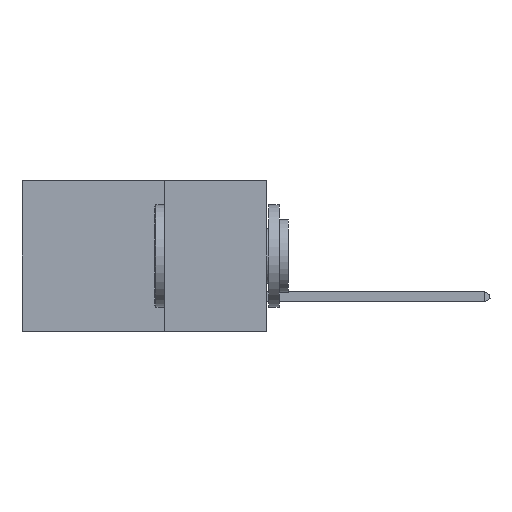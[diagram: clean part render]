
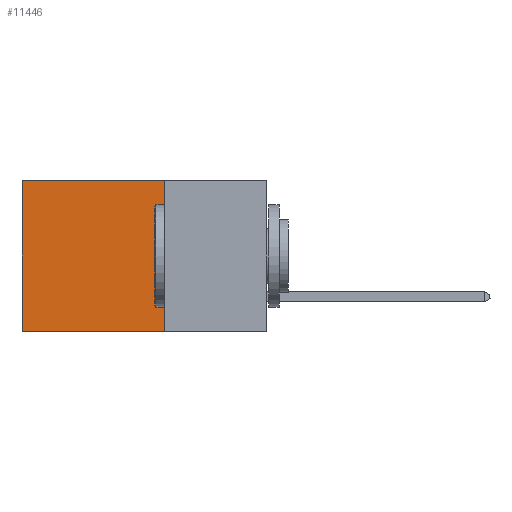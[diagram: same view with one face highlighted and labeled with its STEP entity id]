
A CAD part, left-side view. The second image highlights one B-rep face of the part: STEP entity #11446.
In plain terms, the highlighted planar face has unit normal (-1, 0, 0).
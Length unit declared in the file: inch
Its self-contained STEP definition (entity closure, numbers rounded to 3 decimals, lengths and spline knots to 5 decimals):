
#363 = CARTESIAN_POINT ( 'NONE',  ( 0.2875, 0.6, 0. ) ) ;
#2108 = VERTEX_POINT ( 'NONE', #3671 ) ;
#2991 = DIRECTION ( 'NONE',  ( 1., 0., 0. ) ) ;
#3671 = CARTESIAN_POINT ( 'NONE',  ( 0.2875, 0.6, -0.37 ) ) ;
#3727 = EDGE_CURVE ( 'NONE', #22245, #2108, #16230, .T. ) ;
#4318 = EDGE_LOOP ( 'NONE', ( #11351, #13151, #20901, #21299 ) ) ;
#5103 = CARTESIAN_POINT ( 'NONE',  ( 0.2875, 0.25, 0. ) ) ;
#5140 = CARTESIAN_POINT ( 'NONE',  ( 0.2875, 0.25, -0.37 ) ) ;
#6427 = VERTEX_POINT ( 'NONE', #15271 ) ;
#7240 = VECTOR ( 'NONE', #7363, 39.37008 ) ;
#7284 = AXIS2_PLACEMENT_3D ( 'NONE', #18285, #2991, #20681 ) ;
#7289 = DIRECTION ( 'NONE',  ( 0., 0., -1. ) ) ;
#7363 = DIRECTION ( 'NONE',  ( 0., 0., -1. ) ) ;
#7665 = DIRECTION ( 'NONE',  ( 0., 1., 0. ) ) ;
#8999 = EDGE_CURVE ( 'NONE', #16266, #2108, #28094, .T. ) ;
#11184 = EDGE_CURVE ( 'NONE', #6427, #22245, #16256, .T. ) ;
#11351 = ORIENTED_EDGE ( 'NONE', *, *, #3727, .T. ) ;
#11446 = ADVANCED_FACE ( 'NONE', ( #23114 ), #24135, .F. ) ;
#13151 = ORIENTED_EDGE ( 'NONE', *, *, #8999, .F. ) ;
#14274 = DIRECTION ( 'NONE',  ( 0., 1., 0. ) ) ;
#15271 = CARTESIAN_POINT ( 'NONE',  ( 0.2875, 0.25, 0. ) ) ;
#16230 = LINE ( 'NONE', #18317, #7240 ) ;
#16256 = LINE ( 'NONE', #23705, #23487 ) ;
#16266 = VERTEX_POINT ( 'NONE', #22588 ) ;
#18285 = CARTESIAN_POINT ( 'NONE',  ( 0.2875, 0.25, 0. ) ) ;
#18317 = CARTESIAN_POINT ( 'NONE',  ( 0.2875, 0.6, 0. ) ) ;
#18813 = VECTOR ( 'NONE', #7665, 39.37008 ) ;
#20681 = DIRECTION ( 'NONE',  ( 0., 0., -1. ) ) ;
#20777 = LINE ( 'NONE', #5103, #23858 ) ;
#20901 = ORIENTED_EDGE ( 'NONE', *, *, #22361, .F. ) ;
#21299 = ORIENTED_EDGE ( 'NONE', *, *, #11184, .T. ) ;
#22245 = VERTEX_POINT ( 'NONE', #363 ) ;
#22361 = EDGE_CURVE ( 'NONE', #6427, #16266, #20777, .T. ) ;
#22588 = CARTESIAN_POINT ( 'NONE',  ( 0.2875, 0.25, -0.37 ) ) ;
#23114 = FACE_OUTER_BOUND ( 'NONE', #4318, .T. ) ;
#23487 = VECTOR ( 'NONE', #14274, 39.37008 ) ;
#23705 = CARTESIAN_POINT ( 'NONE',  ( 0.2875, 0.25, 0. ) ) ;
#23858 = VECTOR ( 'NONE', #7289, 39.37008 ) ;
#24135 = PLANE ( 'NONE',  #7284 ) ;
#28094 = LINE ( 'NONE', #5140, #18813 ) ;
